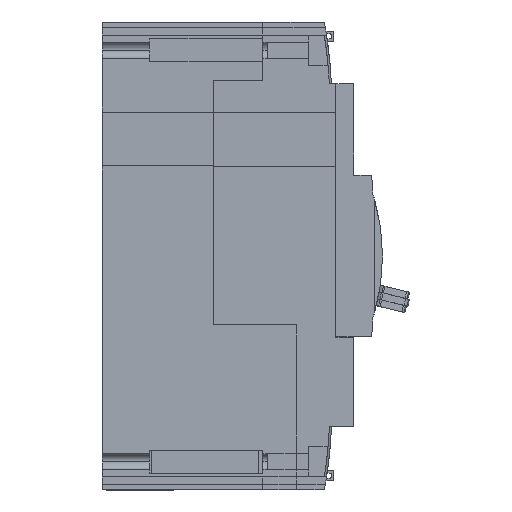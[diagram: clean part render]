
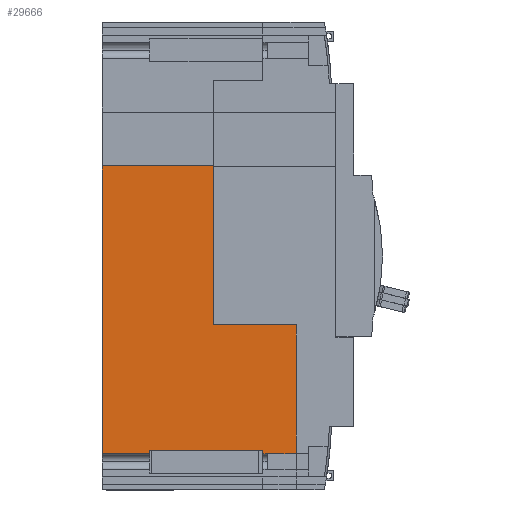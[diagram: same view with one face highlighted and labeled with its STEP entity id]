
A CAD part, left-side view. The second image highlights one B-rep face of the part: STEP entity #29666.
In plain terms, the highlighted planar face has unit normal (-1, 0, 0).
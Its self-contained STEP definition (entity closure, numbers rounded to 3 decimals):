
#24662=VERTEX_POINT('',#73022);
#29666=ADVANCED_FACE('',(#78479),#78480,.F.);
#31566=EDGE_CURVE('',#33482,#50364,#80560,.T.);
#33482=VERTEX_POINT('',#82645);
#36424=EDGE_CURVE('',#41610,#37852,#85865,.T.);
#37588=VERTEX_POINT('',#87128);
#37778=EDGE_CURVE('',#47370,#24662,#87333,.T.);
#37852=VERTEX_POINT('',#87410);
#37932=EDGE_CURVE('',#52382,#39200,#87497,.T.);
#38174=EDGE_CURVE('',#50364,#37588,#87761,.T.);
#39200=VERTEX_POINT('',#88871);
#40112=EDGE_CURVE('',#56486,#68686,#89861,.T.);
#41610=VERTEX_POINT('',#91493);
#43260=EDGE_CURVE('',#60962,#39200,#93302,.T.);
#46038=VERTEX_POINT('',#96300);
#47370=VERTEX_POINT('',#97732);
#49012=VERTEX_POINT('',#99527);
#50364=VERTEX_POINT('',#100983);
#52382=VERTEX_POINT('',#103185);
#54350=EDGE_CURVE('',#68686,#69382,#105318,.T.);
#55908=EDGE_CURVE('',#37588,#46038,#107009,.T.);
#56486=VERTEX_POINT('',#107644);
#60962=VERTEX_POINT('',#112543);
#63010=EDGE_CURVE('',#37852,#69382,#114779,.T.);
#63718=EDGE_CURVE('',#49012,#47370,#115554,.T.);
#65736=EDGE_CURVE('',#60962,#49012,#117733,.T.);
#66296=EDGE_CURVE('',#52382,#33482,#118339,.T.);
#68354=EDGE_CURVE('',#24662,#41610,#120591,.T.);
#68686=VERTEX_POINT('',#120950);
#68748=EDGE_CURVE('',#46038,#56486,#121018,.T.);
#69382=VERTEX_POINT('',#121709);
#73022=CARTESIAN_POINT('',(-63.45,-54.0,-19.0));
#78479=FACE_OUTER_BOUND('',#133796,.T.);
#78480=PLANE('',#133797);
#80560=LINE('',#136921,#136922);
#82645=CARTESIAN_POINT('',(-63.45,-13.2,-55.071));
#85865=LINE('',#144716,#144717);
#87128=CARTESIAN_POINT('',(-63.45,-44.65,-54.0));
#87333=LINE('',#146850,#146851);
#87410=CARTESIAN_POINT('',(-63.45,-54.0,-47.5));
#87497=LINE('',#147114,#147115);
#87761=LINE('',#147507,#147508);
#88871=CARTESIAN_POINT('',(-63.45,0.0,25.05));
#89861=LINE('',#150701,#150702);
#91493=CARTESIAN_POINT('',(-63.45,-54.0,-22.6));
#93302=LINE('',#155757,#155758);
#96300=CARTESIAN_POINT('',(-63.45,-44.65,-55.071));
#97732=CARTESIAN_POINT('',(-63.45,-31.0,-19.0));
#99527=CARTESIAN_POINT('',(-63.45,-31.0,25.0));
#100983=CARTESIAN_POINT('',(-63.45,-13.2,-54.0));
#103185=CARTESIAN_POINT('',(-63.45,0.0,-55.071));
#105318=LINE('',#173499,#173500);
#107009=LINE('',#175963,#175964);
#107644=CARTESIAN_POINT('',(-63.45,-46.0,-55.071));
#112543=CARTESIAN_POINT('',(-63.45,-31.0,25.05));
#114779=LINE('',#187553,#187554);
#115554=LINE('',#188706,#188707);
#117733=LINE('',#191948,#191949);
#118339=LINE('',#192856,#192857);
#120591=LINE('',#196132,#196133);
#120950=CARTESIAN_POINT('',(-63.45,-46.0,-55.));
#121018=LINE('',#196756,#196757);
#121709=CARTESIAN_POINT('',(-63.45,-54.0,-55.));
#133796=EDGE_LOOP('',(#209431,#209432,#209433,#209434,#209435,#209436,#209437,#209438,#209439,#209440,#209441,#209442,#209443,#209444,#209445));
#133797=AXIS2_PLACEMENT_3D('',#209446,#209447,#209448);
#136921=CARTESIAN_POINT('',(-63.45,-13.2,-29.11));
#136922=VECTOR('',#211741,1.0);
#144716=CARTESIAN_POINT('',(-63.45,-54.0,-65.0));
#144717=VECTOR('',#217485,1.0);
#146850=CARTESIAN_POINT('',(-63.45,-54.0,-19.0));
#146851=VECTOR('',#219079,1.0);
#147114=CARTESIAN_POINT('',(-63.45,0.0,65.0));
#147115=VECTOR('',#219231,1.0);
#147507=CARTESIAN_POINT('',(-63.45,-18.304,-54.0));
#147508=VECTOR('',#219469,1.0);
#150701=CARTESIAN_POINT('',(-63.45,-46.0,-29.11));
#150702=VECTOR('',#221605,1.0);
#155757=CARTESIAN_POINT('',(-63.45,-27.204,25.05));
#155758=VECTOR('',#225402,1.0);
#173499=CARTESIAN_POINT('',(-63.45,-34.704,-55.));
#173500=VECTOR('',#237486,1.0);
#175963=CARTESIAN_POINT('',(-63.45,-44.65,-29.11));
#175964=VECTOR('',#239287,1.0);
#187553=CARTESIAN_POINT('',(-63.45,-54.0,-65.0));
#187554=VECTOR('',#248142,1.0);
#188706=CARTESIAN_POINT('',(-63.45,-31.0,-19.0));
#188707=VECTOR('',#248960,1.0);
#191948=CARTESIAN_POINT('',(-63.45,-31.0,-19.0));
#191949=VECTOR('',#250992,1.0);
#192856=CARTESIAN_POINT('',(-63.45,-6.6,-55.071));
#192857=VECTOR('',#251568,1.0);
#196132=CARTESIAN_POINT('',(-63.45,-54.0,-65.0));
#196133=VECTOR('',#254031,1.0);
#196756=CARTESIAN_POINT('',(-63.45,-45.325,-55.071));
#196757=VECTOR('',#254431,1.0);
#209431=ORIENTED_EDGE('',*,*,#43260,.T.);
#209432=ORIENTED_EDGE('',*,*,#37932,.F.);
#209433=ORIENTED_EDGE('',*,*,#66296,.T.);
#209434=ORIENTED_EDGE('',*,*,#31566,.T.);
#209435=ORIENTED_EDGE('',*,*,#38174,.T.);
#209436=ORIENTED_EDGE('',*,*,#55908,.T.);
#209437=ORIENTED_EDGE('',*,*,#68748,.T.);
#209438=ORIENTED_EDGE('',*,*,#40112,.T.);
#209439=ORIENTED_EDGE('',*,*,#54350,.T.);
#209440=ORIENTED_EDGE('',*,*,#63010,.F.);
#209441=ORIENTED_EDGE('',*,*,#36424,.F.);
#209442=ORIENTED_EDGE('',*,*,#68354,.F.);
#209443=ORIENTED_EDGE('',*,*,#37778,.F.);
#209444=ORIENTED_EDGE('',*,*,#63718,.F.);
#209445=ORIENTED_EDGE('',*,*,#65736,.F.);
#209446=CARTESIAN_POINT('',(-63.45,-23.409,-0.969));
#209447=DIRECTION('',(1.0,0.0,0.0));
#209448=DIRECTION('',(0.0,1.0,0.0));
#211741=DIRECTION('',(-0.0,0.0,1.0));
#217485=DIRECTION('',(-0.0,-0.0,-1.0));
#219079=DIRECTION('',(-0.0,-1.0,-0.0));
#219231=DIRECTION('',(0.0,0.0,1.0));
#219469=DIRECTION('',(0.0,-1.0,0.0));
#221605=DIRECTION('',(-0.0,0.0,1.0));
#225402=DIRECTION('',(0.0,1.0,0.0));
#237486=DIRECTION('',(0.0,-1.0,0.0));
#239287=DIRECTION('',(0.0,0.0,-1.0));
#248142=DIRECTION('',(-0.0,-0.0,-1.0));
#248960=DIRECTION('',(-0.0,-0.0,-1.0));
#250992=DIRECTION('',(-0.0,-0.0,-1.0));
#251568=DIRECTION('',(0.0,-1.0,0.0));
#254031=DIRECTION('',(-0.0,-0.0,-1.0));
#254431=DIRECTION('',(0.0,-1.0,0.0));
